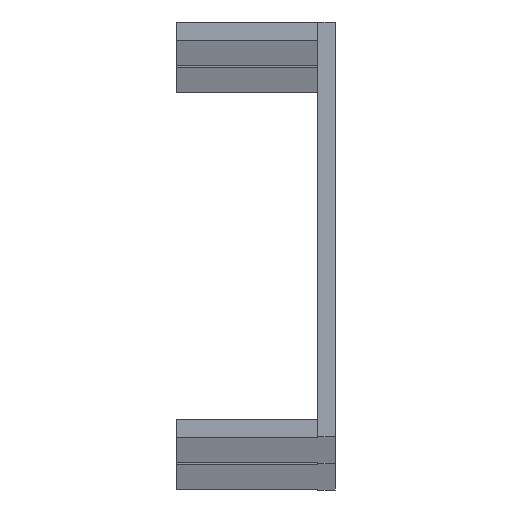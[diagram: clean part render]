
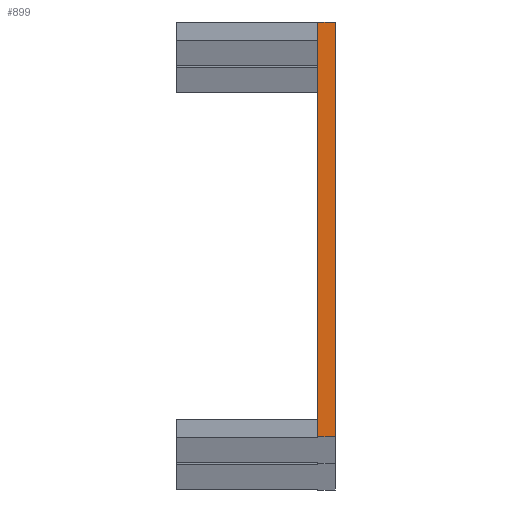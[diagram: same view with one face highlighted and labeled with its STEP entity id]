
A CAD part, top view. The second image highlights one B-rep face of the part: STEP entity #899.
In plain terms, the highlighted planar face has unit normal (0, 0, 1).
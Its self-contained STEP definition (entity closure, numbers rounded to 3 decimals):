
#394=DIRECTION('',(0.,-1.,0.));
#395=VECTOR('',#394,23.5);
#396=CARTESIAN_POINT('',(206.,-250.,908.));
#397=LINE('',#396,#395);
#489=DIRECTION('',(1.,0.,0.));
#490=VECTOR('',#489,1.);
#491=CARTESIAN_POINT('',(206.,-273.5,908.));
#492=LINE('',#491,#490);
#531=DIRECTION('',(1.,0.,0.));
#532=VECTOR('',#531,1.);
#533=CARTESIAN_POINT('',(206.,-250.,908.));
#534=LINE('',#533,#532);
#538=DIRECTION('',(0.,-1.,0.));
#539=VECTOR('',#538,23.5);
#540=CARTESIAN_POINT('',(207.,-250.,908.));
#541=LINE('',#540,#539);
#719=CARTESIAN_POINT('',(206.,-250.,908.));
#720=VERTEX_POINT('',#719);
#721=CARTESIAN_POINT('',(206.,-273.5,908.));
#722=VERTEX_POINT('',#721);
#743=CARTESIAN_POINT('',(207.,-273.5,908.));
#744=VERTEX_POINT('',#743);
#747=CARTESIAN_POINT('',(207.,-250.,908.));
#748=VERTEX_POINT('',#747);
#886=CARTESIAN_POINT('',(206.,-250.,908.));
#887=DIRECTION('',(0.,0.,1.));
#888=DIRECTION('',(0.,-1.,0.));
#889=AXIS2_PLACEMENT_3D('',#886,#887,#888);
#890=PLANE('',#889);
#891=ORIENTED_EDGE('',*,*,#788,.F.);
#893=ORIENTED_EDGE('',*,*,#892,.T.);
#895=ORIENTED_EDGE('',*,*,#894,.T.);
#896=ORIENTED_EDGE('',*,*,#865,.F.);
#897=EDGE_LOOP('',(#891,#893,#895,#896));
#898=FACE_OUTER_BOUND('',#897,.F.);
#788=EDGE_CURVE('',#720,#722,#397,.T.);
#865=EDGE_CURVE('',#722,#744,#492,.T.);
#892=EDGE_CURVE('',#720,#748,#534,.T.);
#894=EDGE_CURVE('',#748,#744,#541,.T.);
#899=ADVANCED_FACE('',(#898),#890,.T.);
